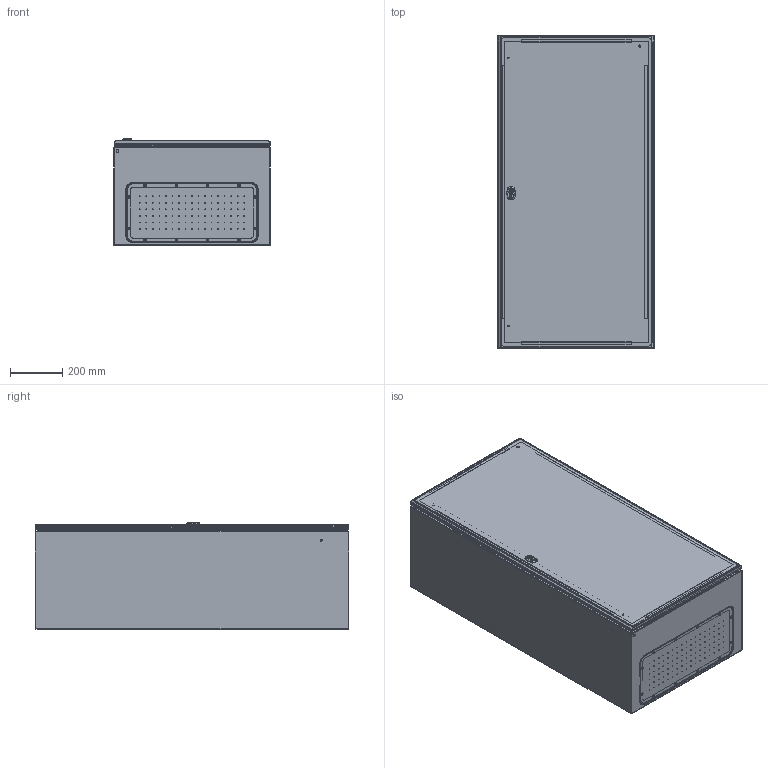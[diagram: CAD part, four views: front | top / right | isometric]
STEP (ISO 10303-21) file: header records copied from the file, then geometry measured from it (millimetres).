
FILE_DESCRIPTION((''),'2;1');
FILE_NAME('NSYS3D12640P_1LAST_VERSION_ASM','2022-05-18T16:04:57',('SESA6369'),('Schneider-Electric'),'CREO PARAMETRIC BY PTC INC, 2019471','CREO PARAMETRIC BY PTC INC, 2019471','');
FILE_SCHEMA(('AP242_MANAGED_MODEL_BASED_3D_ENGINEERING_MIM_LF { 1 0 10303 442 1 1 4 }'));
Products named in the file (45): 51140586-S_1200X600X400_1LAST_V; 51140583-S_MIG33_1LAST_VERSIO_6; 51140582-S_MIG33_1LAST_VERSIO_6; S3D-BODY-1264_ASM_1LAST_VERSION_ASM; 2501091501_1LAST_VERSION_1; WM-MOUNTING-PLATE-12060_ASM_1_1_ASM; 51140549-S_1200X600_1LAST_VER_1; 51140549-S1_1200X600_1LAST_VE_1; 51140590-S_1LAST_VERSION_1_2__7; 51140582-S01_1LAST_VERSION_1__7; ENN2538A_M6X17_1LAST_VERSION__7; 51140582-S02_ASM_1LAST_VERSIO_7_ASM; 51140978-S_1LAST_VERSION_1_2__7; ENN0053A_GFA970_1LAST_VERSION_2; VOLUMENK_X_F6RPER1-586_1_2_3__6; VOLUMENK_X_F6RPER1-587_1_2_3__6; VOLUMENK_X_F6RPER1-588_1_2_3__6; VOLUMENK_X_F6RPER1-589_1_2_3__6; VOLUMENK_X_F6RPER1-590_1_2_3__6; VOLUMENK_X_F6RPER1-591_1_2_3__6; VOLUMENK_X_F6RPER1-592_1_2_3__6; VOLUMENK_X_F6RPER1-593_1_2_3__6; VOLUMENK_X_F6RPER1-594_1_2_3__6; ENN0053A_GFP420_1LAST_VERSION_3_ASM; 51140549-S_12X6_ASM_1LAST_VER_1_ASM; ENN0059A-S_1LAST_VERSION_1_2__7; S3D-DOOR-126_ASM_1LAST_VERSIO_1_ASM; 51140856-SIMP_1LAST_VERSION_1_7; 51140856-SIMP_ASM_1LAST_VERSI_7_ASM; ENN0052A-SIMP_1LAST_VERSION_1_7; ENN0263A-SIMP_1LAST_VERSION_1_7; ENN0096A-SIMP_ASM_1LAST_VERSI_7_ASM; ENN0284A-SIMP_1LAST_VERSION_1_7; ENN0827A-SIMP_1LAST_VERSION_1_7; ENN0674A-SIMP_ASM_1LAST_VERSI_7_ASM; ENN0285A-SIMP_1LAST_VERSION_1_7; ENN5120807239-SIMP_1LAST_VERS_7; 51140853-S_1200_1LAST_VERSION_2; 51140852-S_1LAST_VERSION_1_2__7; 51140980-S_1200_ASM_1LAST_VER_2_ASM ...
Assembly tree (67 placements, depth 5):
  NSYS3D12640P_1LAST_VERSION_ASM
    S3D-BODY-1264_ASM_1LAST_VERSION_ASM
      51140586-S_1200X600X400_1LAST_V
      51140583-S_MIG33_1LAST_VERSIO_6  x4
      51140582-S_MIG33_1LAST_VERSIO_6  x2
    WM-MOUNTING-PLATE-12060_ASM_1_1_ASM
      2501091501_1LAST_VERSION_1
    S3D-DOOR-126_ASM_1LAST_VERSIO_1_ASM
      51140549-S_12X6_ASM_1LAST_VER_1_ASM
        51140549-S_1200X600_1LAST_VER_1
        51140549-S1_1200X600_1LAST_VE_1
        51140590-S_1LAST_VERSION_1_2__7  x3
        51140582-S02_ASM_1LAST_VERSIO_7_ASM
          51140582-S01_1LAST_VERSION_1__7
          ENN2538A_M6X17_1LAST_VERSION__7
        51140978-S_1LAST_VERSION_1_2__7  x2
        ENN0053A_GFA970_1LAST_VERSION_2  x2
        ENN0053A_GFP420_1LAST_VERSION_3_ASM  x2
          VOLUMENK_X_F6RPER1-586_1_2_3__6
          VOLUMENK_X_F6RPER1-587_1_2_3__6
          VOLUMENK_X_F6RPER1-588_1_2_3__6
          VOLUMENK_X_F6RPER1-589_1_2_3__6
          VOLUMENK_X_F6RPER1-590_1_2_3__6
          VOLUMENK_X_F6RPER1-591_1_2_3__6
          VOLUMENK_X_F6RPER1-592_1_2_3__6
          VOLUMENK_X_F6RPER1-593_1_2_3__6
          VOLUMENK_X_F6RPER1-594_1_2_3__6
      ENN0059A-S_1LAST_VERSION_1_2__7  x3
    S3D-LOCK-3PTS-1200_ASM_1LAST__2_ASM
      ENN0674A-SIMP_ASM_1LAST_VERSI_7_ASM
        51140856-SIMP_ASM_1LAST_VERSI_7_ASM
          51140856-SIMP_1LAST_VERSION_1_7
        ENN0096A-SIMP_ASM_1LAST_VERSI_7_ASM
          ENN0052A-SIMP_1LAST_VERSION_1_7
          ENN0263A-SIMP_1LAST_VERSION_1_7
        ENN0284A-SIMP_1LAST_VERSION_1_7
        ENN0827A-SIMP_1LAST_VERSION_1_7
      ENN0285A-SIMP_1LAST_VERSION_1_7
      ENN5120807239-SIMP_1LAST_VERS_7
      51140980-S_1200_ASM_1LAST_VER_2_ASM  x2
        51140853-S_1200_1LAST_VERSION_2
        51140852-S_1LAST_VERSION_1_2__7
    S3D-GLAND-PLATE-495X220_ASM_1_3_ASM
      51140599_PPC495X220_1LAST_VER_3
      ENN5120805644_1LAST_VERSION_1_7  x12
Bounding box: 600 x 1200.53 x 409.5 mm (x, y, z)
Volume: 6765149.7 mm3; surface area: 7847014 mm2
Topology: 64 solids, 64 shells, 3406 faces, 9035 edges, 6033 vertices
Faces by surface type: plane 1808, cone 629, cylinder 483, bspline 197, sphere 138, torus 119, extrusion 28, revolution 4
Entity records: 103524 total; most frequent: CARTESIAN_POINT 27637, ORIENTED_EDGE 9994, DIRECTION 9107, PRESENTATION_STYLE_ASSIGNMENT 6629, STYLED_ITEM 5082, CURVE_STYLE 5050, EDGE_CURVE 4997, AXIS2_PLACEMENT_3D 3554
